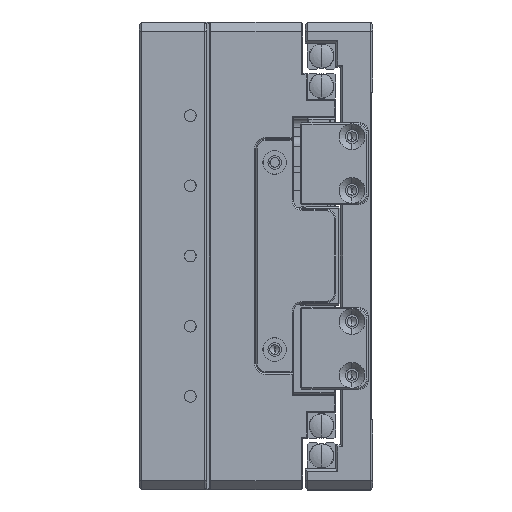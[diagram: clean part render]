
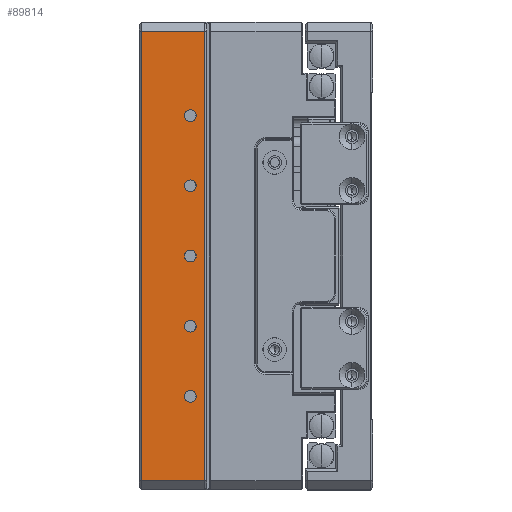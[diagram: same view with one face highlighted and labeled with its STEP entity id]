
A CAD part, left-side view. The second image highlights one B-rep face of the part: STEP entity #89814.
In plain terms, the highlighted planar face has unit normal (-1, 0, 0).
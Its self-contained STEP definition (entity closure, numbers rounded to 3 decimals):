
#1163 = CIRCLE ( 'NONE', #66941, 1.25 ) ;
#2448 = CARTESIAN_POINT ( 'NONE',  ( -50., 31., -31.25 ) ) ;
#2854 = AXIS2_PLACEMENT_3D ( 'NONE', #95051, #71746, #62492 ) ;
#3757 = DIRECTION ( 'NONE',  ( -1., 0., 0. ) ) ;
#6008 = FACE_BOUND ( 'NONE', #96427, .T. ) ;
#6125 = AXIS2_PLACEMENT_3D ( 'NONE', #73233, #3757, #10011 ) ;
#6864 = VECTOR ( 'NONE', #67412, 1000. ) ;
#6885 = LINE ( 'NONE', #70630, #67113 ) ;
#8183 = ORIENTED_EDGE ( 'NONE', *, *, #37978, .F. ) ;
#8906 = VECTOR ( 'NONE', #18370, 1000. ) ;
#10011 = DIRECTION ( 'NONE',  ( 0., 0., 1. ) ) ;
#10262 = CARTESIAN_POINT ( 'NONE',  ( -50., 31., -30. ) ) ;
#12054 = VERTEX_POINT ( 'NONE', #20391 ) ;
#12477 = EDGE_CURVE ( 'NONE', #39858, #87457, #91216, .T. ) ;
#12597 = LINE ( 'NONE', #19355, #8906 ) ;
#13414 = CIRCLE ( 'NONE', #41507, 1.25 ) ;
#13766 = AXIS2_PLACEMENT_3D ( 'NONE', #16728, #48356, #87138 ) ;
#13969 = ORIENTED_EDGE ( 'NONE', *, *, #53128, .F. ) ;
#15079 = CARTESIAN_POINT ( 'NONE',  ( -50., 31., -15. ) ) ;
#15664 = EDGE_CURVE ( 'NONE', #24000, #77191, #46240, .T. ) ;
#16572 = ORIENTED_EDGE ( 'NONE', *, *, #36759, .F. ) ;
#16728 = CARTESIAN_POINT ( 'NONE',  ( -50., 31., -15. ) ) ;
#18370 = DIRECTION ( 'NONE',  ( 0., 1., 0. ) ) ;
#18372 = AXIS2_PLACEMENT_3D ( 'NONE', #20727, #44122, #28990 ) ;
#19355 = CARTESIAN_POINT ( 'NONE',  ( -50., 42., 48. ) ) ;
#19392 = CARTESIAN_POINT ( 'NONE',  ( -50., 31., -1.25 ) ) ;
#19399 = DIRECTION ( 'NONE',  ( -1., 0., 0. ) ) ;
#20070 = DIRECTION ( 'NONE',  ( 0., 0., 1. ) ) ;
#20391 = CARTESIAN_POINT ( 'NONE',  ( -50., 31., 1.25 ) ) ;
#20727 = CARTESIAN_POINT ( 'NONE',  ( -50., 42., 50. ) ) ;
#22812 = CIRCLE ( 'NONE', #97911, 1.25 ) ;
#24000 = VERTEX_POINT ( 'NONE', #28954 ) ;
#24134 = EDGE_CURVE ( 'NONE', #91548, #24000, #6885, .T. ) ;
#25035 = VERTEX_POINT ( 'NONE', #73432 ) ;
#25080 = DIRECTION ( 'NONE',  ( 0., 0., 1. ) ) ;
#25202 = LINE ( 'NONE', #73294, #73131 ) ;
#25725 = FACE_BOUND ( 'NONE', #93458, .T. ) ;
#26046 = EDGE_CURVE ( 'NONE', #60839, #70902, #48218, .T. ) ;
#26290 = AXIS2_PLACEMENT_3D ( 'NONE', #15079, #62529, #93072 ) ;
#26908 = CARTESIAN_POINT ( 'NONE',  ( -50., 31., 30. ) ) ;
#27500 = DIRECTION ( 'NONE',  ( 0., 0., 1. ) ) ;
#28592 = VERTEX_POINT ( 'NONE', #2448 ) ;
#28954 = CARTESIAN_POINT ( 'NONE',  ( -50., 28., -48. ) ) ;
#28990 = DIRECTION ( 'NONE',  ( 0., 0., -1. ) ) ;
#30339 = ORIENTED_EDGE ( 'NONE', *, *, #45498, .F. ) ;
#33608 = VERTEX_POINT ( 'NONE', #61069 ) ;
#34136 = DIRECTION ( 'NONE',  ( 0., 0., -1. ) ) ;
#36057 = CARTESIAN_POINT ( 'NONE',  ( -50., 31., 0. ) ) ;
#36112 = ORIENTED_EDGE ( 'NONE', *, *, #97207, .T. ) ;
#36476 = CARTESIAN_POINT ( 'NONE',  ( -50., 28., 48. ) ) ;
#36521 = PLANE ( 'NONE',  #18372 ) ;
#36759 = EDGE_CURVE ( 'NONE', #95270, #33608, #97745, .T. ) ;
#37978 = EDGE_CURVE ( 'NONE', #71360, #28592, #39886, .T. ) ;
#39858 = VERTEX_POINT ( 'NONE', #61100 ) ;
#39886 = CIRCLE ( 'NONE', #64166, 1.25 ) ;
#40600 = CARTESIAN_POINT ( 'NONE',  ( -50., 31., -13.75 ) ) ;
#41507 = AXIS2_PLACEMENT_3D ( 'NONE', #26908, #66435, #74322 ) ;
#41550 = DIRECTION ( 'NONE',  ( 0., 0., 1. ) ) ;
#43804 = CARTESIAN_POINT ( 'NONE',  ( -50., 31., 13.75 ) ) ;
#44122 = DIRECTION ( 'NONE',  ( 1., 0., 0. ) ) ;
#44997 = CIRCLE ( 'NONE', #13766, 1.25 ) ;
#45498 = EDGE_CURVE ( 'NONE', #50932, #12054, #53974, .T. ) ;
#45611 = CARTESIAN_POINT ( 'NONE',  ( -50., 31., 0. ) ) ;
#46240 = LINE ( 'NONE', #36476, #6864 ) ;
#46353 = ORIENTED_EDGE ( 'NONE', *, *, #100084, .F. ) ;
#47847 = FACE_BOUND ( 'NONE', #63995, .T. ) ;
#48218 = CIRCLE ( 'NONE', #26290, 1.25 ) ;
#48356 = DIRECTION ( 'NONE',  ( -1., 0., 0. ) ) ;
#49097 = CARTESIAN_POINT ( 'NONE',  ( -50., 31., 31.25 ) ) ;
#50932 = VERTEX_POINT ( 'NONE', #19392 ) ;
#51358 = CARTESIAN_POINT ( 'NONE',  ( -50., 31., 15. ) ) ;
#53128 = EDGE_CURVE ( 'NONE', #33608, #95270, #13414, .T. ) ;
#53974 = CIRCLE ( 'NONE', #60853, 1.25 ) ;
#54265 = EDGE_LOOP ( 'NONE', ( #78209, #66733 ) ) ;
#55250 = FACE_BOUND ( 'NONE', #62197, .T. ) ;
#60074 = ORIENTED_EDGE ( 'NONE', *, *, #24134, .T. ) ;
#60839 = VERTEX_POINT ( 'NONE', #40600 ) ;
#60853 = AXIS2_PLACEMENT_3D ( 'NONE', #45611, #84392, #67201 ) ;
#61069 = CARTESIAN_POINT ( 'NONE',  ( -50., 31., 28.75 ) ) ;
#61100 = CARTESIAN_POINT ( 'NONE',  ( -50., 31., 16.25 ) ) ;
#62197 = EDGE_LOOP ( 'NONE', ( #46353, #30339 ) ) ;
#62492 = DIRECTION ( 'NONE',  ( 0., 0., 1. ) ) ;
#62529 = DIRECTION ( 'NONE',  ( -1., 0., 0. ) ) ;
#63995 = EDGE_LOOP ( 'NONE', ( #16572, #13969 ) ) ;
#64166 = AXIS2_PLACEMENT_3D ( 'NONE', #96148, #80080, #25080 ) ;
#64400 = CARTESIAN_POINT ( 'NONE',  ( -50., 28., 48. ) ) ;
#64906 = CARTESIAN_POINT ( 'NONE',  ( -50., 31., -28.75 ) ) ;
#66435 = DIRECTION ( 'NONE',  ( -1., 0., 0. ) ) ;
#66733 = ORIENTED_EDGE ( 'NONE', *, *, #76635, .F. ) ;
#66941 = AXIS2_PLACEMENT_3D ( 'NONE', #10262, #81049, #41550 ) ;
#67113 = VECTOR ( 'NONE', #94269, 1000. ) ;
#67201 = DIRECTION ( 'NONE',  ( 0., 0., 1. ) ) ;
#67412 = DIRECTION ( 'NONE',  ( 0., 0., 1. ) ) ;
#67522 = FACE_BOUND ( 'NONE', #54265, .T. ) ;
#70630 = CARTESIAN_POINT ( 'NONE',  ( -50., 42., -48. ) ) ;
#70902 = VERTEX_POINT ( 'NONE', #89700 ) ;
#71360 = VERTEX_POINT ( 'NONE', #64906 ) ;
#71746 = DIRECTION ( 'NONE',  ( -1., 0., 0. ) ) ;
#73131 = VECTOR ( 'NONE', #34136, 1000. ) ;
#73233 = CARTESIAN_POINT ( 'NONE',  ( -50., 31., 15. ) ) ;
#73294 = CARTESIAN_POINT ( 'NONE',  ( -50., 41.5, 50. ) ) ;
#73432 = CARTESIAN_POINT ( 'NONE',  ( -50., 41.5, 48. ) ) ;
#73576 = EDGE_CURVE ( 'NONE', #28592, #71360, #1163, .T. ) ;
#73698 = ORIENTED_EDGE ( 'NONE', *, *, #12477, .F. ) ;
#74322 = DIRECTION ( 'NONE',  ( 0., 0., 1. ) ) ;
#74890 = DIRECTION ( 'NONE',  ( -1., 0., 0. ) ) ;
#76091 = FACE_OUTER_BOUND ( 'NONE', #96351, .T. ) ;
#76635 = EDGE_CURVE ( 'NONE', #70902, #60839, #44997, .T. ) ;
#77191 = VERTEX_POINT ( 'NONE', #64400 ) ;
#78209 = ORIENTED_EDGE ( 'NONE', *, *, #26046, .F. ) ;
#78714 = ORIENTED_EDGE ( 'NONE', *, *, #81113, .F. ) ;
#78756 = EDGE_CURVE ( 'NONE', #77191, #25035, #12597, .T. ) ;
#80080 = DIRECTION ( 'NONE',  ( -1., 0., 0. ) ) ;
#81049 = DIRECTION ( 'NONE',  ( -1., 0., 0. ) ) ;
#81113 = EDGE_CURVE ( 'NONE', #87457, #39858, #22812, .T. ) ;
#81189 = CIRCLE ( 'NONE', #92248, 1.25 ) ;
#81199 = ORIENTED_EDGE ( 'NONE', *, *, #15664, .T. ) ;
#82972 = CARTESIAN_POINT ( 'NONE',  ( -50., 41.5, -48. ) ) ;
#84392 = DIRECTION ( 'NONE',  ( -1., 0., 0. ) ) ;
#87138 = DIRECTION ( 'NONE',  ( 0., 0., 1. ) ) ;
#87457 = VERTEX_POINT ( 'NONE', #43804 ) ;
#89700 = CARTESIAN_POINT ( 'NONE',  ( -50., 31., -16.25 ) ) ;
#89814 = ADVANCED_FACE ( 'NONE', ( #76091, #6008, #67522, #55250, #25725, #47847 ), #36521, .F. ) ;
#90072 = ORIENTED_EDGE ( 'NONE', *, *, #73576, .F. ) ;
#91216 = CIRCLE ( 'NONE', #6125, 1.25 ) ;
#91548 = VERTEX_POINT ( 'NONE', #82972 ) ;
#92248 = AXIS2_PLACEMENT_3D ( 'NONE', #36057, #74890, #27500 ) ;
#93072 = DIRECTION ( 'NONE',  ( 0., 0., 1. ) ) ;
#93458 = EDGE_LOOP ( 'NONE', ( #73698, #78714 ) ) ;
#94269 = DIRECTION ( 'NONE',  ( 0., -1., 0. ) ) ;
#95051 = CARTESIAN_POINT ( 'NONE',  ( -50., 31., 30. ) ) ;
#95270 = VERTEX_POINT ( 'NONE', #49097 ) ;
#96148 = CARTESIAN_POINT ( 'NONE',  ( -50., 31., -30. ) ) ;
#96351 = EDGE_LOOP ( 'NONE', ( #60074, #81199, #100377, #36112 ) ) ;
#96427 = EDGE_LOOP ( 'NONE', ( #8183, #90072 ) ) ;
#97207 = EDGE_CURVE ( 'NONE', #25035, #91548, #25202, .T. ) ;
#97745 = CIRCLE ( 'NONE', #2854, 1.25 ) ;
#97911 = AXIS2_PLACEMENT_3D ( 'NONE', #51358, #19399, #20070 ) ;
#100084 = EDGE_CURVE ( 'NONE', #12054, #50932, #81189, .T. ) ;
#100377 = ORIENTED_EDGE ( 'NONE', *, *, #78756, .T. ) ;
